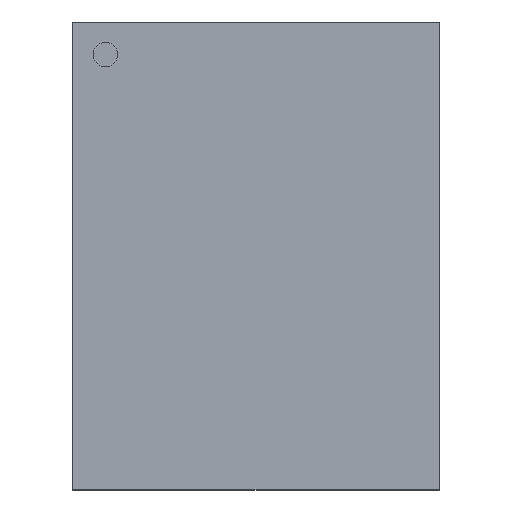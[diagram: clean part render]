
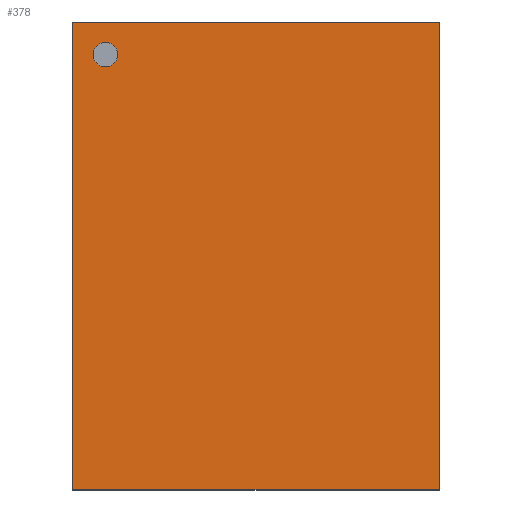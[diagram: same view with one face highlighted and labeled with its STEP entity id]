
A CAD part, top view. The second image highlights one B-rep face of the part: STEP entity #378.
In plain terms, the highlighted planar face has unit normal (0, 0, 1).
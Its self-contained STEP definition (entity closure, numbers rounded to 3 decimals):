
#170=CARTESIAN_POINT('',(-3.4,4.95,1.2));
#171=VERTEX_POINT('',#170);
#187=CARTESIAN_POINT('',(-4.0,4.95,1.2));
#188=VERTEX_POINT('',#187);
#195=CARTESIAN_POINT('',(-3.7,4.95,1.2));
#196=DIRECTION('',(0.0,0.0,-1.0));
#197=DIRECTION('',(1.0,0.0,0.0));
#198=AXIS2_PLACEMENT_3D('',#195,#196,#197);
#199=CIRCLE('',#198,0.3);
#200=EDGE_CURVE('',#171,#188,#199,.T.);
#210=CARTESIAN_POINT('',(4.5,5.75,1.2));
#211=VERTEX_POINT('',#210);
#212=CARTESIAN_POINT('',(4.5,-5.75,1.2));
#213=VERTEX_POINT('',#212);
#214=CARTESIAN_POINT('',(4.5,5.75,1.2));
#215=DIRECTION('',(0.0,-1.0,0.0));
#216=VECTOR('',#215,11.5);
#217=LINE('',#214,#216);
#218=EDGE_CURVE('',#211,#213,#217,.T.);
#250=CARTESIAN_POINT('',(-4.5,5.75,1.2));
#251=VERTEX_POINT('',#250);
#252=CARTESIAN_POINT('',(-4.5,5.75,1.2));
#253=DIRECTION('',(1.0,0.0,0.0));
#254=VECTOR('',#253,9.0);
#255=LINE('',#252,#254);
#256=EDGE_CURVE('',#251,#211,#255,.T.);
#281=CARTESIAN_POINT('',(-4.5,-5.75,1.2));
#282=VERTEX_POINT('',#281);
#283=CARTESIAN_POINT('',(-4.5,-5.75,1.2));
#284=DIRECTION('',(0.0,1.0,0.0));
#285=VECTOR('',#284,11.5);
#286=LINE('',#283,#285);
#287=EDGE_CURVE('',#282,#251,#286,.T.);
#312=CARTESIAN_POINT('',(4.5,-5.75,1.2));
#313=DIRECTION('',(-1.0,0.0,0.0));
#314=VECTOR('',#313,9.);
#315=LINE('',#312,#314);
#316=EDGE_CURVE('',#213,#282,#315,.T.);
#335=CARTESIAN_POINT('',(-3.7,4.95,1.2));
#336=DIRECTION('',(0.0,0.0,-1.0));
#337=DIRECTION('',(1.0,0.0,0.0));
#338=AXIS2_PLACEMENT_3D('',#335,#336,#337);
#339=CIRCLE('',#338,0.3);
#340=EDGE_CURVE('',#188,#171,#339,.T.);
#363=CARTESIAN_POINT('',(0.,0.,1.2));
#364=DIRECTION('',(0.0,0.0,1.0));
#365=DIRECTION('',(1.0,0.0,0.0));
#366=AXIS2_PLACEMENT_3D('',#363,#364,#365);
#367=PLANE('',#366);
#368=ORIENTED_EDGE('',*,*,#287,.F.);
#369=ORIENTED_EDGE('',*,*,#316,.F.);
#370=ORIENTED_EDGE('',*,*,#218,.F.);
#371=ORIENTED_EDGE('',*,*,#256,.F.);
#372=EDGE_LOOP('',(#368,#369,#370,#371));
#373=FACE_OUTER_BOUND('',#372,.T.);
#374=ORIENTED_EDGE('',*,*,#200,.T.);
#375=ORIENTED_EDGE('',*,*,#340,.T.);
#376=EDGE_LOOP('',(#374,#375));
#377=FACE_BOUND('',#376,.T.);
#378=ADVANCED_FACE('',(#373,#377),#367,.T.);
